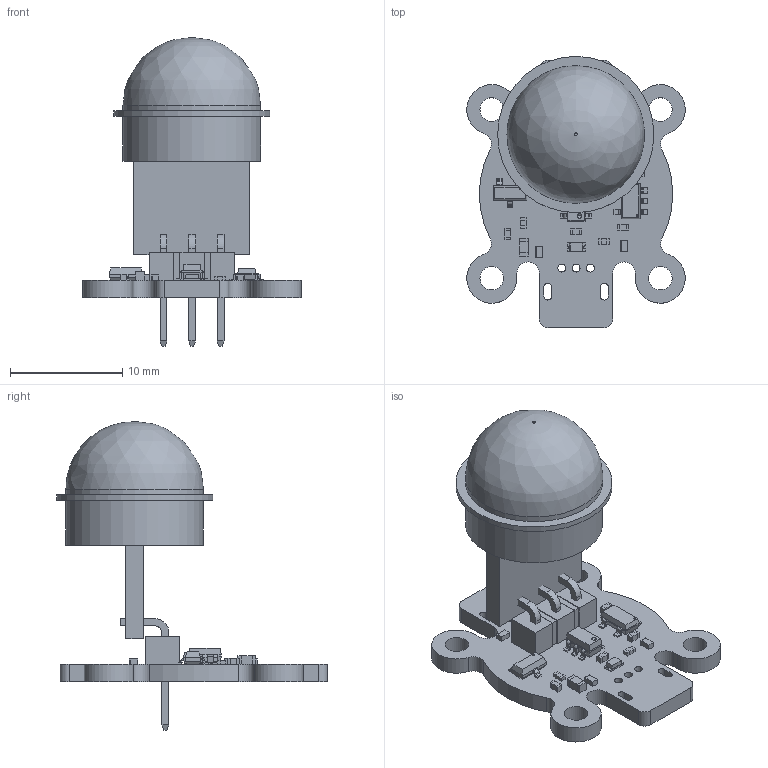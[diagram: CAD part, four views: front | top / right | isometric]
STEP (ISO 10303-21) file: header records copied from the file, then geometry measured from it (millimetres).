
FILE_DESCRIPTION(('Open CASCADE Model'),'2;1');
FILE_NAME('Open CASCADE Shape Model','2021-11-10T15:59:02',('Author'),( 'Open CASCADE'),'Open CASCADE STEP processor 6.8','Open CASCADE 6.8' ,'Unknown');
FILE_SCHEMA(('AUTOMOTIVE_DESIGN { 1 0 10303 214 1 1 1 1 }'));
Length unit declared in the file: millimetre
Products named in the file (50): PCB; Board; Open CASCADE STEP translator 6.8 10.1.1; U2; SOT23-6; A1; MSRC_-_PIR_AM312_Motion_Sensor; 3_pin_header_v1; J10; MSRC_Samtec_TSM-103-01-L-SH-A; _TSM-104-01-SH-A_body; _T-1S6-08(-01-4-SH); Open CASCADE STEP translator 6.8 10.3.1.2; D3; MSRC-RCLAMP0521P-N_v2; D2; D6; MSRC-0603_LED_orange; R2; 6568364592; Extruded; 6538035456; C4; 6008452576; 6008452416; D5; D1; MSRC-Nexperia_SOT23; D4; U1; MSFT-SOT23-5; Model; R1; 6568364832; FB1; 6568305872; 6568306112; C1; 6568305312; 6568305152 ...
Assembly tree (64 placements, depth 7):
  PCB
    Board
      Open CASCADE STEP translator 6.8 10.1.1
    U2
      SOT23-6
    A1
      MSRC_-_PIR_AM312_Motion_Sensor
        3_pin_header_v1
          J10
            MSRC_Samtec_TSM-103-01-L-SH-A
              _TSM-104-01-SH-A_body
              _T-1S6-08(-01-4-SH)
        Open CASCADE STEP translator 6.8 10.3.1.2
    D3
      MSRC-RCLAMP0521P-N_v2
    D2
      MSRC-RCLAMP0521P-N_v2
    D6
      MSRC-0603_LED_orange
    R2
      6568364592
        Extruded
      6538035456  x2
        Extruded
    C4
      6008452576  x2
        Extruded
      6008452416
        Extruded
    D5
      MSRC-RCLAMP0521P-N_v2
    D1
      MSRC-Nexperia_SOT23
    D4
      MSRC-RCLAMP0521P-N_v2
    U1
      MSFT-SOT23-5
        Model
    R1
      6568364832  x2
        Extruded
      6568364592
        Extruded
    FB1
      6568305872
        Extruded
      6568306112  x2
        Extruded
    C1
      6568305312  x2
        Extruded
      6568305152
        Extruded
    C3
      6008452576  x2
        Extruded
      6008452416
        Extruded
    C2
      6008452576  x2
Bounding box: 19.45 x 24.11 x 27.46 mm (x, y, z)
Volume: 1194.3 mm3; surface area: 2581.9 mm2
Topology: 52 solids, 52 shells, 715 faces, 1679 edges, 1074 vertices
Faces by surface type: plane 513, cylinder 166, sphere 34, bspline 2
Full cylindrical faces by diameter (mm): 0.152 x1, 0.165 x1, 0.71 x6, 1.1 x3, 2.1 x4, 10.75 x2, 12.25 x2, 13.9 x1
Entity records: 17716 total; most frequent: CARTESIAN_POINT 2805, DIRECTION 2760, ORIENTED_EDGE 2620, EDGE_CURVE 1310, LINE 1038, VECTOR 1038, AXIS2_PLACEMENT_3D 861, VERTEX_POINT 852
